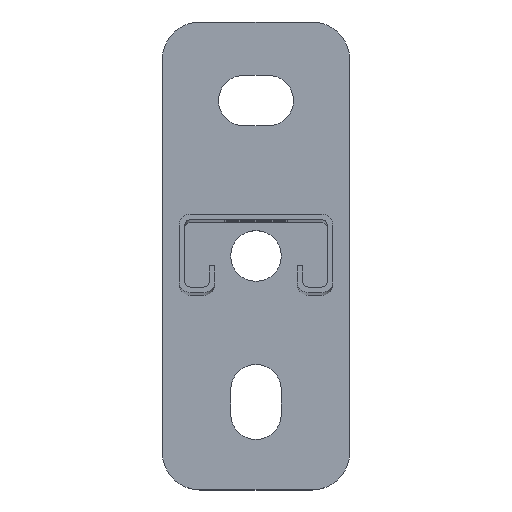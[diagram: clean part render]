
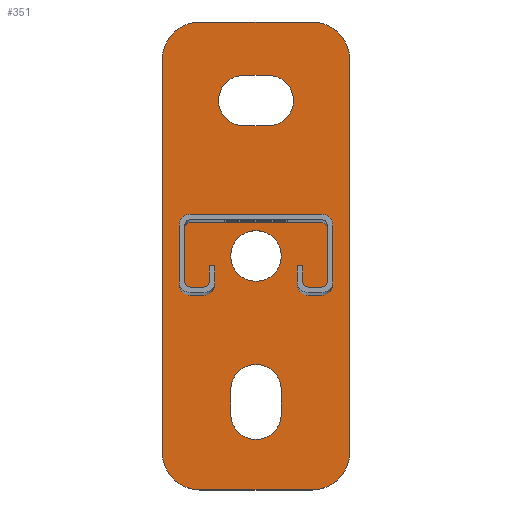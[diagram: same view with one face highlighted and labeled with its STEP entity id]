
A CAD part, top view. The second image highlights one B-rep face of the part: STEP entity #351.
In plain terms, the highlighted planar face has unit normal (0, 0, 1).
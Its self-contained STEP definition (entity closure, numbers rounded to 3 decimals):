
#351=ADVANCED_FACE('',(#692,#693,#694,#695),#696,.T.);
#692=FACE_BOUND('',#1016,.T.);
#693=FACE_BOUND('',#1017,.T.);
#694=FACE_BOUND('',#1018,.T.);
#695=FACE_OUTER_BOUND('',#1019,.T.);
#696=PLANE('',#1020);
#1016=EDGE_LOOP('',(#1901,#1902));
#1017=EDGE_LOOP('',(#1903,#1904,#1905,#1906,#1907,#1908));
#1018=EDGE_LOOP('',(#1909,#1910,#1911,#1912,#1913,#1914));
#1019=EDGE_LOOP('',(#1915,#1916,#1917,#1918,#1919,#1920,#1921,#1922));
#1020=AXIS2_PLACEMENT_3D('',#1923,#1924,#1925);
#1901=ORIENTED_EDGE('',*,*,#2254,.T.);
#1902=ORIENTED_EDGE('',*,*,#2249,.T.);
#1903=ORIENTED_EDGE('',*,*,#2239,.T.);
#1904=ORIENTED_EDGE('',*,*,#2262,.T.);
#1905=ORIENTED_EDGE('',*,*,#2264,.T.);
#1906=ORIENTED_EDGE('',*,*,#2244,.T.);
#1907=ORIENTED_EDGE('',*,*,#2258,.T.);
#1908=ORIENTED_EDGE('',*,*,#2267,.T.);
#1909=ORIENTED_EDGE('',*,*,#2229,.T.);
#1910=ORIENTED_EDGE('',*,*,#2276,.T.);
#1911=ORIENTED_EDGE('',*,*,#2278,.T.);
#1912=ORIENTED_EDGE('',*,*,#2234,.T.);
#1913=ORIENTED_EDGE('',*,*,#2272,.T.);
#1914=ORIENTED_EDGE('',*,*,#2281,.T.);
#1915=ORIENTED_EDGE('',*,*,#2285,.T.);
#1916=ORIENTED_EDGE('',*,*,#2310,.T.);
#1917=ORIENTED_EDGE('',*,*,#2307,.T.);
#1918=ORIENTED_EDGE('',*,*,#2304,.T.);
#1919=ORIENTED_EDGE('',*,*,#2301,.T.);
#1920=ORIENTED_EDGE('',*,*,#2311,.T.);
#1921=ORIENTED_EDGE('',*,*,#2312,.T.);
#1922=ORIENTED_EDGE('',*,*,#2297,.T.);
#1923=CARTESIAN_POINT('',(0.0,0.0,6.0));
#1924=DIRECTION('',(0.0,0.0,1.0));
#1925=DIRECTION('',(1.0,0.0,0.0));
#2229=EDGE_CURVE('',#2733,#2730,#2734,.T.);
#2234=EDGE_CURVE('',#2742,#2739,#2743,.T.);
#2239=EDGE_CURVE('',#2751,#2748,#2752,.T.);
#2244=EDGE_CURVE('',#2760,#2757,#2761,.T.);
#2249=EDGE_CURVE('',#2769,#2766,#2770,.T.);
#2254=EDGE_CURVE('',#2766,#2769,#2776,.T.);
#2258=EDGE_CURVE('',#2757,#2780,#2782,.T.);
#2262=EDGE_CURVE('',#2748,#2786,#2788,.T.);
#2264=EDGE_CURVE('',#2786,#2760,#2790,.T.);
#2267=EDGE_CURVE('',#2780,#2751,#2793,.T.);
#2272=EDGE_CURVE('',#2739,#2798,#2800,.T.);
#2276=EDGE_CURVE('',#2730,#2804,#2806,.T.);
#2278=EDGE_CURVE('',#2804,#2742,#2808,.T.);
#2281=EDGE_CURVE('',#2798,#2733,#2811,.T.);
#2285=EDGE_CURVE('',#2817,#2814,#2818,.T.);
#2297=EDGE_CURVE('',#2837,#2817,#2838,.T.);
#2301=EDGE_CURVE('',#2843,#2841,#2844,.T.);
#2304=EDGE_CURVE('',#2847,#2843,#2848,.T.);
#2307=EDGE_CURVE('',#2851,#2847,#2852,.T.);
#2310=EDGE_CURVE('',#2814,#2851,#2855,.T.);
#2311=EDGE_CURVE('',#2841,#2856,#2857,.T.);
#2312=EDGE_CURVE('',#2856,#2837,#2858,.T.);
#2730=VERTEX_POINT('',#3396);
#2733=VERTEX_POINT('',#3400);
#2734=CIRCLE('',#3401,6.75);
#2739=VERTEX_POINT('',#3407);
#2742=VERTEX_POINT('',#3411);
#2743=CIRCLE('',#3412,6.75);
#2748=VERTEX_POINT('',#3418);
#2751=VERTEX_POINT('',#3422);
#2752=CIRCLE('',#3423,6.75);
#2757=VERTEX_POINT('',#3429);
#2760=VERTEX_POINT('',#3433);
#2761=CIRCLE('',#3434,6.75);
#2766=VERTEX_POINT('',#3440);
#2769=VERTEX_POINT('',#3444);
#2770=CIRCLE('',#3445,6.75);
#2776=CIRCLE('',#3452,6.75);
#2780=VERTEX_POINT('',#3456);
#2782=CIRCLE('',#3459,6.75);
#2786=VERTEX_POINT('',#3463);
#2788=CIRCLE('',#3466,6.75);
#2790=LINE('',#3468,#3469);
#2793=LINE('',#3473,#3474);
#2798=VERTEX_POINT('',#3480);
#2800=CIRCLE('',#3483,6.75);
#2804=VERTEX_POINT('',#3487);
#2806=CIRCLE('',#3490,6.75);
#2808=LINE('',#3492,#3493);
#2811=LINE('',#3497,#3498);
#2814=VERTEX_POINT('',#3502);
#2817=VERTEX_POINT('',#3506);
#2818=CIRCLE('',#3507,10.0);
#2837=VERTEX_POINT('',#3531);
#2838=LINE('',#3532,#3533);
#2841=VERTEX_POINT('',#3537);
#2843=VERTEX_POINT('',#3540);
#2844=CIRCLE('',#3541,10.0);
#2847=VERTEX_POINT('',#3545);
#2848=LINE('',#3546,#3547);
#2851=VERTEX_POINT('',#3551);
#2852=CIRCLE('',#3552,10.0);
#2855=LINE('',#3556,#3557);
#2856=VERTEX_POINT('',#3558);
#2857=LINE('',#3559,#3560);
#2858=CIRCLE('',#3561,10.0);
#3396=CARTESIAN_POINT('',(10.0,41.5,6.0));
#3400=CARTESIAN_POINT('',(3.25,48.25,6.0));
#3401=AXIS2_PLACEMENT_3D('',#3941,#3942,#3943);
#3407=CARTESIAN_POINT('',(-10.0,41.5,6.0));
#3411=CARTESIAN_POINT('',(-3.25,34.75,6.0));
#3412=AXIS2_PLACEMENT_3D('',#3949,#3950,#3951);
#3418=CARTESIAN_POINT('',(0.,-29.0,6.0));
#3422=CARTESIAN_POINT('',(-6.75,-35.75,6.0));
#3423=AXIS2_PLACEMENT_3D('',#3957,#3958,#3959);
#3429=CARTESIAN_POINT('',(0.,-49.0,6.0));
#3433=CARTESIAN_POINT('',(6.75,-42.25,6.0));
#3434=AXIS2_PLACEMENT_3D('',#3965,#3966,#3967);
#3440=CARTESIAN_POINT('',(6.75,0.0,6.0));
#3444=CARTESIAN_POINT('',(-6.75,0.,6.0));
#3445=AXIS2_PLACEMENT_3D('',#3973,#3974,#3975);
#3452=AXIS2_PLACEMENT_3D('',#3983,#3984,#3985);
#3456=CARTESIAN_POINT('',(-6.75,-42.25,6.0));
#3459=AXIS2_PLACEMENT_3D('',#3990,#3991,#3992);
#3463=CARTESIAN_POINT('',(6.75,-35.75,6.0));
#3466=AXIS2_PLACEMENT_3D('',#3997,#3998,#3999);
#3468=CARTESIAN_POINT('',(6.75,-19.5,6.0));
#3469=VECTOR('',#4000,1.0);
#3473=CARTESIAN_POINT('',(-6.75,-19.5,6.0));
#3474=VECTOR('',#4002,1.0);
#3480=CARTESIAN_POINT('',(-3.25,48.25,6.0));
#3483=AXIS2_PLACEMENT_3D('',#4008,#4009,#4010);
#3487=CARTESIAN_POINT('',(3.25,34.75,6.0));
#3490=AXIS2_PLACEMENT_3D('',#4015,#4016,#4017);
#3492=CARTESIAN_POINT('',(0.0,34.75,6.0));
#3493=VECTOR('',#4018,1.0);
#3497=CARTESIAN_POINT('',(0.0,48.25,6.0));
#3498=VECTOR('',#4020,1.0);
#3502=CARTESIAN_POINT('',(15.0,62.5,6.0));
#3506=CARTESIAN_POINT('',(25.0,52.5,6.0));
#3507=AXIS2_PLACEMENT_3D('',#4023,#4024,#4025);
#3531=CARTESIAN_POINT('',(25.0,-52.5,6.0));
#3532=CARTESIAN_POINT('',(25.0,0.0,6.0));
#3533=VECTOR('',#4043,1.0);
#3537=CARTESIAN_POINT('',(-15.0,-62.5,6.0));
#3540=CARTESIAN_POINT('',(-25.0,-52.5,6.0));
#3541=AXIS2_PLACEMENT_3D('',#4046,#4047,#4048);
#3545=CARTESIAN_POINT('',(-25.0,52.5,6.0));
#3546=CARTESIAN_POINT('',(-25.0,0.0,6.0));
#3547=VECTOR('',#4050,1.0);
#3551=CARTESIAN_POINT('',(-15.0,62.5,6.0));
#3552=AXIS2_PLACEMENT_3D('',#4052,#4053,#4054);
#3556=CARTESIAN_POINT('',(0.0,62.5,6.0));
#3557=VECTOR('',#4056,1.0);
#3558=CARTESIAN_POINT('',(15.0,-62.5,6.0));
#3559=CARTESIAN_POINT('',(0.0,-62.5,6.0));
#3560=VECTOR('',#4057,1.0);
#3561=AXIS2_PLACEMENT_3D('',#4058,#4059,#4060);
#3941=CARTESIAN_POINT('',(3.25,41.5,6.0));
#3942=DIRECTION('',(0.0,0.0,-1.0));
#3943=DIRECTION('',(1.0,0.0,0.0));
#3949=CARTESIAN_POINT('',(-3.25,41.5,6.0));
#3950=DIRECTION('',(-0.0,0.0,-1.0));
#3951=DIRECTION('',(-1.0,0.0,0.0));
#3957=CARTESIAN_POINT('',(0.0,-35.75,6.0));
#3958=DIRECTION('',(0.0,0.0,-1.0));
#3959=DIRECTION('',(0.0,1.0,0.0));
#3965=CARTESIAN_POINT('',(0.0,-42.25,6.0));
#3966=DIRECTION('',(-0.0,-0.0,-1.0));
#3967=DIRECTION('',(0.0,-1.0,0.0));
#3973=CARTESIAN_POINT('',(0.0,0.0,6.0));
#3974=DIRECTION('',(0.0,0.0,-1.0));
#3975=DIRECTION('',(1.0,0.0,0.0));
#3983=CARTESIAN_POINT('',(0.0,0.0,6.0));
#3984=DIRECTION('',(0.0,0.0,-1.0));
#3985=DIRECTION('',(1.0,0.0,0.0));
#3990=CARTESIAN_POINT('',(0.0,-42.25,6.0));
#3991=DIRECTION('',(-0.0,-0.0,-1.0));
#3992=DIRECTION('',(0.0,-1.0,0.0));
#3997=CARTESIAN_POINT('',(0.0,-35.75,6.0));
#3998=DIRECTION('',(0.0,0.0,-1.0));
#3999=DIRECTION('',(0.0,1.0,0.0));
#4000=DIRECTION('',(0.0,-1.0,0.0));
#4002=DIRECTION('',(0.0,1.0,0.0));
#4008=CARTESIAN_POINT('',(-3.25,41.5,6.0));
#4009=DIRECTION('',(-0.0,0.0,-1.0));
#4010=DIRECTION('',(-1.0,0.0,0.0));
#4015=CARTESIAN_POINT('',(3.25,41.5,6.0));
#4016=DIRECTION('',(0.0,0.0,-1.0));
#4017=DIRECTION('',(1.0,0.0,0.0));
#4018=DIRECTION('',(-1.0,0.0,0.0));
#4020=DIRECTION('',(1.0,0.0,-0.0));
#4023=CARTESIAN_POINT('',(15.0,52.5,6.0));
#4024=DIRECTION('',(0.0,0.0,1.0));
#4025=DIRECTION('',(0.0,-1.0,0.0));
#4043=DIRECTION('',(0.0,1.0,0.0));
#4046=CARTESIAN_POINT('',(-15.0,-52.5,6.0));
#4047=DIRECTION('',(0.0,-0.0,1.0));
#4048=DIRECTION('',(0.0,1.0,0.0));
#4050=DIRECTION('',(0.0,-1.0,0.0));
#4052=CARTESIAN_POINT('',(-15.0,52.5,6.0));
#4053=DIRECTION('',(0.0,0.0,1.0));
#4054=DIRECTION('',(1.0,0.0,0.0));
#4056=DIRECTION('',(-1.0,0.0,0.0));
#4057=DIRECTION('',(1.0,0.0,0.0));
#4058=CARTESIAN_POINT('',(15.0,-52.5,6.0));
#4059=DIRECTION('',(0.0,0.0,1.0));
#4060=DIRECTION('',(-1.0,0.0,0.0));
